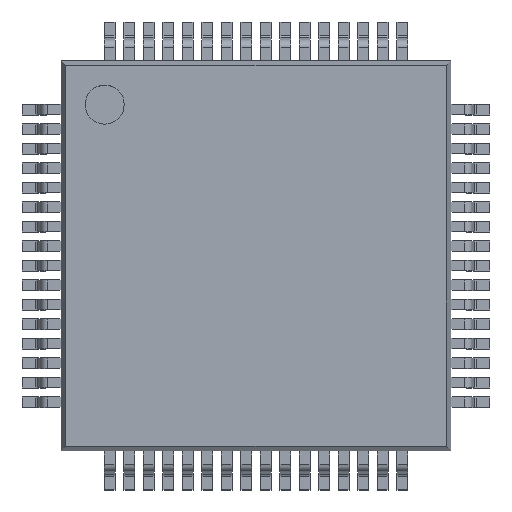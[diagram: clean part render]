
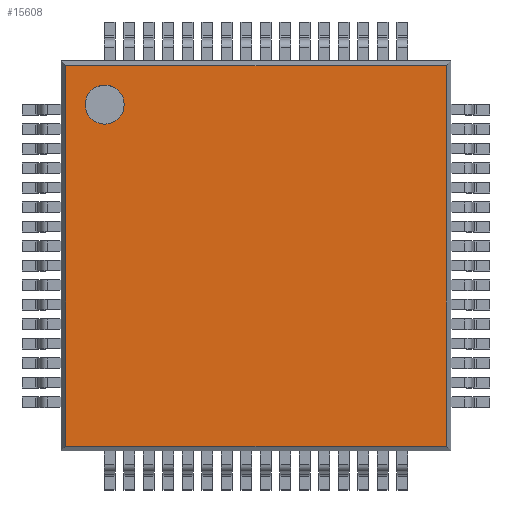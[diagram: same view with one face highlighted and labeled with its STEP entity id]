
A CAD part, top view. The second image highlights one B-rep face of the part: STEP entity #15608.
In plain terms, the highlighted planar face has unit normal (0, 0, 1).
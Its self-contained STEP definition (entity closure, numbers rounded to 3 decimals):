
#147=FACE_BOUND('',#1724,.T.);
#155=PLANE('',#16601);
#811=FACE_OUTER_BOUND('',#1723,.T.);
#1723=EDGE_LOOP('',(#10702,#10703,#10704,#10705));
#1724=EDGE_LOOP('',(#10706));
#2629=LINE('',#22709,#4450);
#2633=LINE('',#22717,#4454);
#2636=LINE('',#22723,#4457);
#2640=LINE('',#22729,#4461);
#4450=VECTOR('',#18033,10.);
#4454=VECTOR('',#18039,10.);
#4457=VECTOR('',#18044,10.);
#4461=VECTOR('',#18050,10.);
#6270=CIRCLE('',#16592,0.5);
#6784=VERTEX_POINT('',#22700);
#6786=VERTEX_POINT('',#22707);
#6787=VERTEX_POINT('',#22708);
#6790=VERTEX_POINT('',#22716);
#6792=VERTEX_POINT('',#22722);
#8338=EDGE_CURVE('',#6784,#6784,#6270,.T.);
#8341=EDGE_CURVE('',#6786,#6787,#2629,.T.);
#8345=EDGE_CURVE('',#6787,#6790,#2633,.T.);
#8348=EDGE_CURVE('',#6790,#6792,#2636,.T.);
#8352=EDGE_CURVE('',#6792,#6786,#2640,.T.);
#10702=ORIENTED_EDGE('',*,*,#8341,.F.);
#10703=ORIENTED_EDGE('',*,*,#8352,.F.);
#10704=ORIENTED_EDGE('',*,*,#8348,.F.);
#10705=ORIENTED_EDGE('',*,*,#8345,.F.);
#10706=ORIENTED_EDGE('',*,*,#8338,.T.);
#15608=ADVANCED_FACE('',(#811,#147),#155,.T.);
#16592=AXIS2_PLACEMENT_3D('',#22701,#18024,#18025);
#16601=AXIS2_PLACEMENT_3D('',#22740,#18060,#18061);
#18024=DIRECTION('center_axis',(0.,0.,-1.));
#18025=DIRECTION('ref_axis',(1.,0.,0.));
#18033=DIRECTION('',(0.,1.,0.));
#18039=DIRECTION('',(1.,0.,0.));
#18044=DIRECTION('',(0.,-1.,0.));
#18050=DIRECTION('',(-1.,0.,0.));
#18060=DIRECTION('center_axis',(0.,0.,1.));
#18061=DIRECTION('ref_axis',(1.,0.,0.));
#22700=CARTESIAN_POINT('',(-4.38,3.88,1.2));
#22701=CARTESIAN_POINT('Origin',(-3.88,3.88,1.2));
#22707=CARTESIAN_POINT('',(-4.88,-4.88,1.2));
#22708=CARTESIAN_POINT('',(-4.88,4.88,1.2));
#22709=CARTESIAN_POINT('',(-4.88,2.5,1.2));
#22716=CARTESIAN_POINT('',(4.88,4.88,1.2));
#22717=CARTESIAN_POINT('',(2.5,4.88,1.2));
#22722=CARTESIAN_POINT('',(4.88,-4.88,1.2));
#22723=CARTESIAN_POINT('',(4.88,-2.5,1.2));
#22729=CARTESIAN_POINT('',(-2.5,-4.88,1.2));
#22740=CARTESIAN_POINT('Origin',(0.,0.,1.2));
